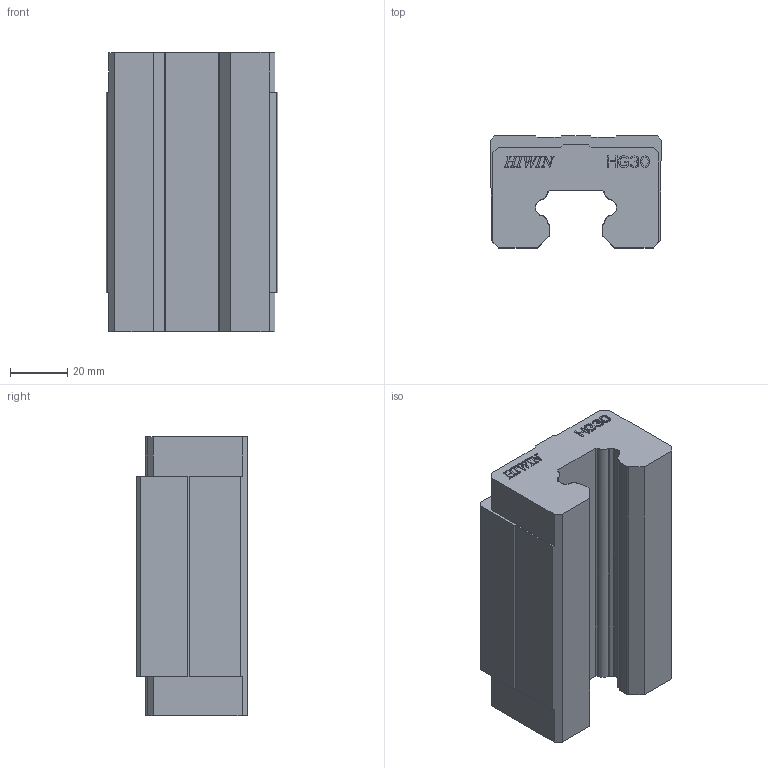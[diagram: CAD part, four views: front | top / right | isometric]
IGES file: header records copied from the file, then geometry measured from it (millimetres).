
Start section: SolidWorks IGES file using analytic representation for surfaces
Global section: file name: HGH30CA.IGS; native system: SolidWorks 2006 by SolidWorks Corporation; preprocessor: SolidWorks 2006 by SolidWorks Corporation; author: sibylle; date: 070111.093555; units: millimetre
Bounding box: 60 x 39 x 97.7 mm (x, y, z)
Surface area: 27573.6 mm2 (no closed solid volume)
Topology: 0 solids, 0 shells, 390 faces, 2525 edges, 2525 vertices
Faces by surface type: bspline 362, revolution 28
